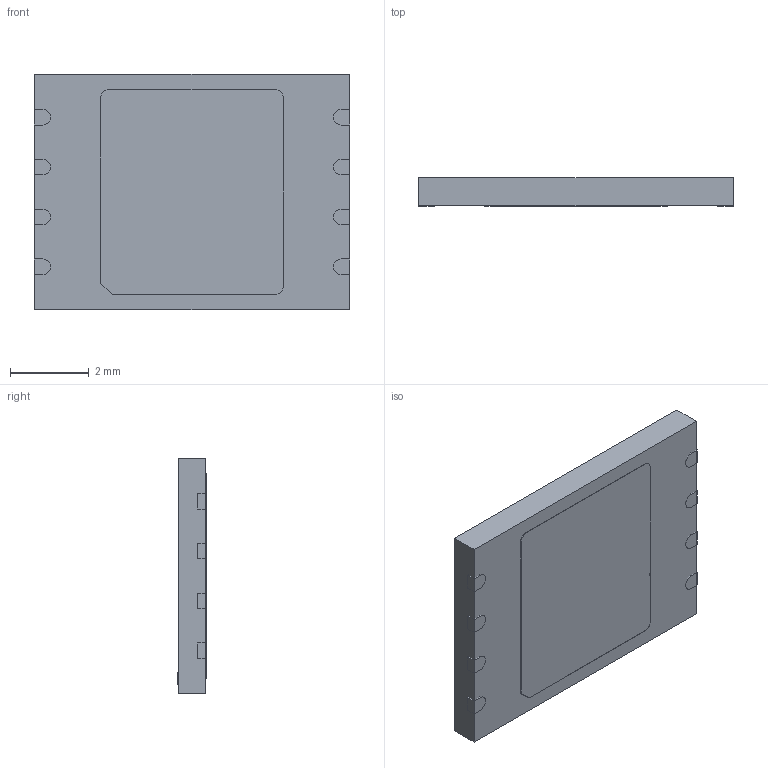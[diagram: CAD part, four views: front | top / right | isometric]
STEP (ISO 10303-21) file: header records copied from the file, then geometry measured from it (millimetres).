
FILE_DESCRIPTION(/* description */ (''),/* implementation_level */ '2;1');
FILE_NAME(/* name */ 'W25Q512JV.step',/* time_stamp */ '2021-01-04T01:36:17-05:00',/* author */ (''),/* organization */ (''),/* preprocessor_version */ 'ST-DEVELOPER v18.1',/* originating_system */ 'Autodesk Translation Framework v9.7.0.1280',/* authorisation */ '');
FILE_SCHEMA (('AUTOMOTIVE_DESIGN { 1 0 10303 214 3 1 1 }'));
Length unit declared in the file: millimetre
Products named in the file (1): W25Q512JV
Bounding box: 8.04 x 0.73 x 6 mm (x, y, z)
Volume: 34.3 mm3; surface area: 169.4 mm2
Topology: 11 solids, 11 shells, 67 faces, 135 edges, 90 vertices
Faces by surface type: plane 55, cylinder 12
Full cylindrical faces by diameter (mm): 0.3 x1
Entity records: 1763 total; most frequent: DIRECTION 295, CARTESIAN_POINT 293, ORIENTED_EDGE 270, EDGE_CURVE 135, LINE 111, VECTOR 111, AXIS2_PLACEMENT_3D 92, VERTEX_POINT 90
